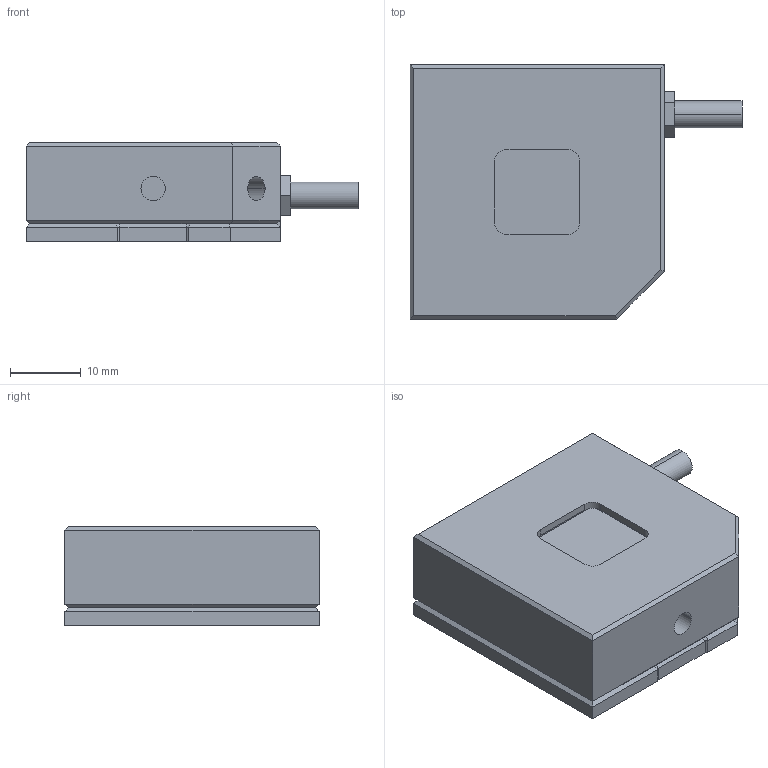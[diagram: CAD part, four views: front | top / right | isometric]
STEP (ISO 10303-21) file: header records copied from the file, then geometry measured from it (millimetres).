
FILE_DESCRIPTION (( 'STEP AP214' ), '1' );
FILE_NAME ('SK-9126 (QE12-S...).STEP', '2011-03-02T16:57:04', ( 'Ronald Vander Haeghe' ), ( 'Gentec-Electro-Optique Inc.' ), 'SwSTEP 2.0', 'SolidWorks 2008', '' );
FILE_SCHEMA (( 'AUTOMOTIVE_DESIGN' ));
Length unit declared in the file: millimetre
Products named in the file (1): SK-9126 (QE12-S...)
Bounding box: 47 x 36 x 14 mm (x, y, z)
Surface area: 5507.6 mm2 (no closed solid volume)
Topology: 0 solids, 7 shells, 97 faces, 261 edges, 171 vertices
Faces by surface type: plane 69, cylinder 18, cone 10
Entity records: 4046 total; most frequent: CARTESIAN_POINT 540, DIRECTION 515, ORIENTED_EDGE 440, EDGE_CURVE 261, VECTOR 199, LINE 199, VERTEX_POINT 171, AXIS2_PLACEMENT_3D 158
